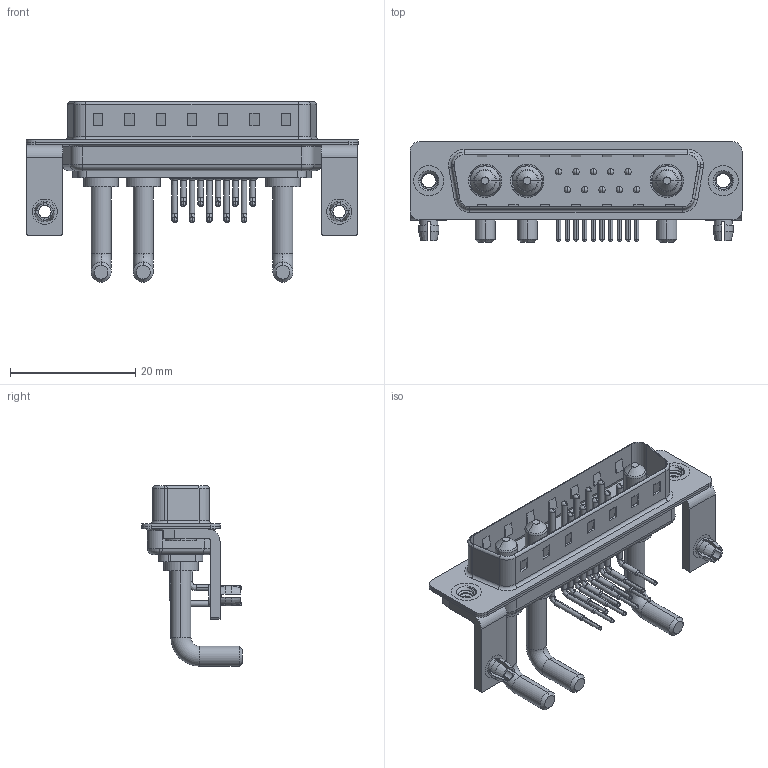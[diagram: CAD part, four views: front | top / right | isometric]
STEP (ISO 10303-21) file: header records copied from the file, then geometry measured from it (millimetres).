
FILE_DESCRIPTION (( 'STEP AP203' ), '1' );
FILE_NAME ('629-13W3250-3N3.STEP', '2022-05-10T03:56:58', ( '' ), ( '' ), 'SwSTEP 2.0', 'SolidWorks 2020', '' );
FILE_SCHEMA (( 'CONFIG_CONTROL_DESIGN' ));
Length unit declared in the file: millimetre
Products named in the file (10): 629Combo Contact Row 2; 629Combo Threaded Rivet_3; 629Combo Stabilizer Bracket; 629Combo Contact Row 1; 629-13W3250-3N3; 629Combo Shell Front_25 Contacts; 629Combo Housing_13W3; 629Combo Board Lock; 629Combo Shell Rear_25 Contacts; Power Pin_Ext 30A RA
Assembly tree (22 placements, depth 2):
  629-13W3250-3N3
    629Combo Housing_13W3
    629Combo Shell Rear_25 Contacts
    629Combo Shell Front_25 Contacts
    629Combo Threaded Rivet_3  x2
    629Combo Stabilizer Bracket  x2
    629Combo Board Lock  x2
    Power Pin_Ext 30A RA  x3
    629Combo Contact Row 1  x5
    629Combo Contact Row 2  x5
Bounding box: 53.05 x 16.05 x 28.83 mm (x, y, z)
Volume: 3769.9 mm3; surface area: 8438.4 mm2
Topology: 25 solids, 25 shells, 1737 faces, 4693 edges, 3030 vertices
Faces by surface type: plane 909, cylinder 610, cone 87, bspline 69, torus 62
Entity records: 25924 total; most frequent: CARTESIAN_POINT 5670, DIRECTION 4087, ORIENTED_EDGE 3846, EDGE_CURVE 1923, AXIS2_PLACEMENT_3D 1462, VERTEX_POINT 1239, VECTOR 1163, LINE 1163
